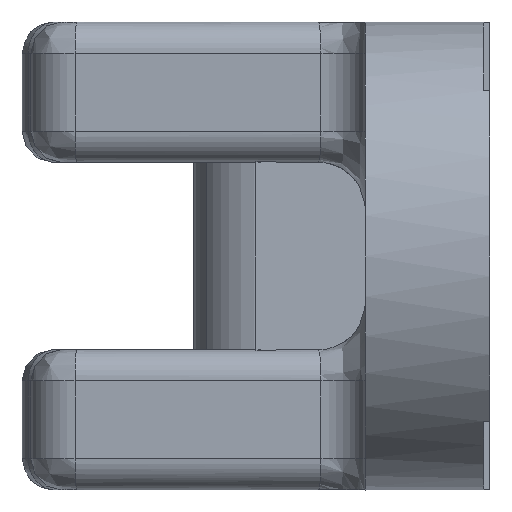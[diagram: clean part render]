
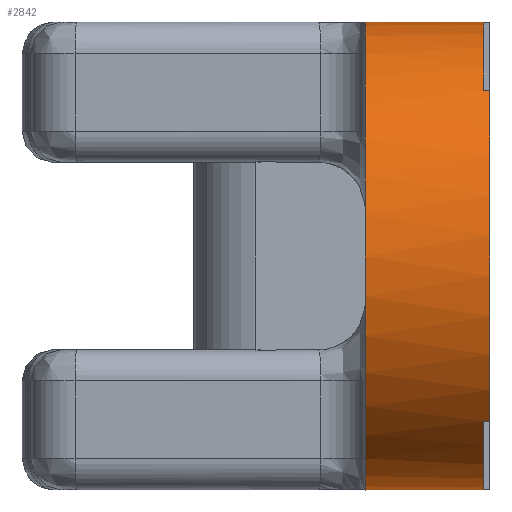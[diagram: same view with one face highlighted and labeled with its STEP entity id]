
A CAD part, left-side view. The second image highlights one B-rep face of the part: STEP entity #2842.
In plain terms, the highlighted cylindrical face has radius 7.5 mm (diameter 15 mm), a partial arc.
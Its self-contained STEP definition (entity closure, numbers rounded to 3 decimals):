
#5=DIRECTION('',(0.,1.,0.));
#6=VECTOR('',#5,3.8);
#7=CARTESIAN_POINT('',(0.,0.2,-7.5));
#8=LINE('',#7,#6);
#152=CARTESIAN_POINT('',(0.,4.,0.));
#153=DIRECTION('',(0.,-1.,0.));
#154=DIRECTION('',(0.,0.,1.));
#155=AXIS2_PLACEMENT_3D('',#152,#153,#154);
#266=CARTESIAN_POINT('',(0.,0.,0.));
#267=DIRECTION('',(0.,1.,0.));
#268=DIRECTION('',(-0.708,0.,-0.707));
#269=AXIS2_PLACEMENT_3D('',#266,#267,#268);
#673=DIRECTION('',(0.,-1.,0.));
#674=VECTOR('',#673,3.8);
#675=CARTESIAN_POINT('',(0.,4.,7.5));
#676=LINE('',#675,#674);
#1066=CARTESIAN_POINT('',(0.,0.2,0.));
#1067=DIRECTION('',(0.,-1.,0.));
#1068=DIRECTION('',(0.,0.,1.));
#1069=AXIS2_PLACEMENT_3D('',#1066,#1067,#1068);
#1071=DIRECTION('',(0.,-1.,0.));
#1072=VECTOR('',#1071,0.2);
#1073=CARTESIAN_POINT('',(-5.307,0.2,5.3));
#1074=LINE('',#1073,#1072);
#1075=DIRECTION('',(0.,-1.,0.));
#1076=VECTOR('',#1075,0.2);
#1077=CARTESIAN_POINT('',(-5.307,0.2,-5.3));
#1078=LINE('',#1077,#1076);
#1079=CARTESIAN_POINT('',(0.,0.2,0.));
#1080=DIRECTION('',(0.,-1.,0.));
#1081=DIRECTION('',(-0.708,0.,-0.707));
#1082=AXIS2_PLACEMENT_3D('',#1079,#1080,#1081);
#1116=CARTESIAN_POINT('',(0.,4.,7.5));
#1117=CARTESIAN_POINT('',(0.,4.,-7.5));
#1118=VERTEX_POINT('',#1116);
#1119=VERTEX_POINT('',#1117);
#1168=CARTESIAN_POINT('',(0.,0.2,-7.5));
#1170=VERTEX_POINT('',#1168);
#1172=CARTESIAN_POINT('',(0.,0.2,7.5));
#1174=VERTEX_POINT('',#1172);
#1177=CARTESIAN_POINT('',(-5.307,0.,-5.3));
#1179=VERTEX_POINT('',#1177);
#1180=CARTESIAN_POINT('',(-5.307,0.,5.3));
#1182=VERTEX_POINT('',#1180);
#1184=CARTESIAN_POINT('',(-5.307,0.2,5.3));
#1185=VERTEX_POINT('',#1184);
#1186=CARTESIAN_POINT('',(-5.307,0.2,-5.3));
#1187=VERTEX_POINT('',#1186);
#2824=CARTESIAN_POINT('',(0.,38.262,0.));
#2825=DIRECTION('',(0.,-1.,0.));
#2826=DIRECTION('',(0.,0.,1.));
#2827=AXIS2_PLACEMENT_3D('',#2824,#2825,#2826);
#2828=CYLINDRICAL_SURFACE('',#2827,7.5);
#2830=ORIENTED_EDGE('',*,*,#2829,.T.);
#2831=ORIENTED_EDGE('',*,*,#2816,.T.);
#2832=ORIENTED_EDGE('',*,*,#1598,.F.);
#2834=ORIENTED_EDGE('',*,*,#2833,.F.);
#2836=ORIENTED_EDGE('',*,*,#2835,.T.);
#2837=ORIENTED_EDGE('',*,*,#1375,.T.);
#2838=ORIENTED_EDGE('',*,*,#1544,.F.);
#2839=ORIENTED_EDGE('',*,*,#2096,.T.);
#2840=EDGE_LOOP('',(#2830,#2831,#2832,#2834,#2836,#2837,#2838,#2839));
#2841=FACE_OUTER_BOUND('',#2840,.F.);
#2842=ADVANCED_FACE('',(#2841),#2828,.T.);
#156=CIRCLE('',#155,7.5);
#270=CIRCLE('',#269,7.5);
#1070=CIRCLE('',#1069,7.5);
#1083=CIRCLE('',#1082,7.5);
#1375=EDGE_CURVE('',#1170,#1119,#8,.T.);
#1544=EDGE_CURVE('',#1118,#1119,#156,.T.);
#1598=EDGE_CURVE('',#1179,#1182,#270,.T.);
#2096=EDGE_CURVE('',#1118,#1174,#676,.T.);
#2816=EDGE_CURVE('',#1185,#1182,#1074,.T.);
#2829=EDGE_CURVE('',#1174,#1185,#1070,.T.);
#2833=EDGE_CURVE('',#1187,#1179,#1078,.T.);
#2835=EDGE_CURVE('',#1187,#1170,#1083,.T.);
